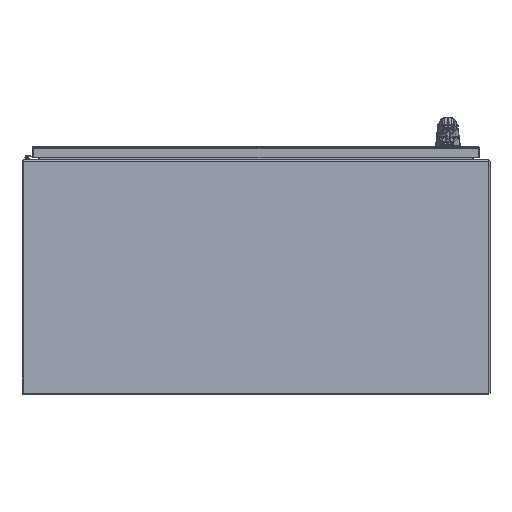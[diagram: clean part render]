
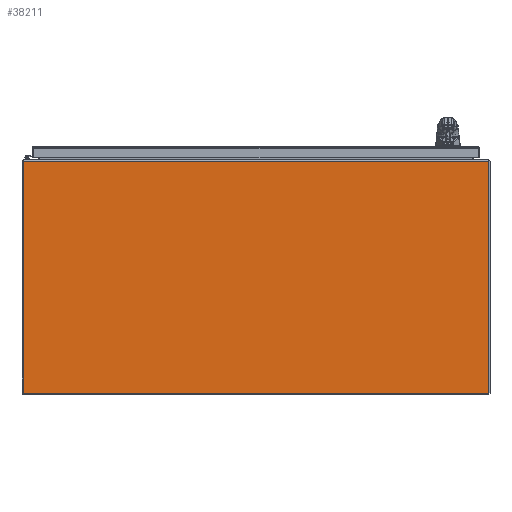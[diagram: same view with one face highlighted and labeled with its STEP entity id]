
A CAD part, front view. The second image highlights one B-rep face of the part: STEP entity #38211.
In plain terms, the highlighted face is planar.
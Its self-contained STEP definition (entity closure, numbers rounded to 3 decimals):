
#1674=PLANE($,#40675);
#2681=FACE_OUTER_BOUND($,#5032,.T.);
#5032=EDGE_LOOP($,(#25530,#25531,#25532,#25533));
#9821=LINE($,#57196,#12909);
#9827=LINE($,#57214,#12915);
#9830=LINE($,#57220,#12918);
#9831=LINE($,#57221,#12919);
#12909=VECTOR($,#45411,35.938);
#12915=VECTOR($,#45435,17.906);
#12918=VECTOR($,#45440,17.906);
#12919=VECTOR($,#45441,35.938);
#15923=VERTEX_POINT($,#57193);
#15924=VERTEX_POINT($,#57195);
#15927=VERTEX_POINT($,#57213);
#15929=VERTEX_POINT($,#57219);
#19575=EDGE_CURVE($,#15924,#15923,#9821,.T.);
#19584=EDGE_CURVE($,#15924,#15927,#9827,.T.);
#19587=EDGE_CURVE($,#15929,#15923,#9830,.T.);
#19588=EDGE_CURVE($,#15927,#15929,#9831,.T.);
#25530=ORIENTED_EDGE($,*,*,#19575,.T.);
#25531=ORIENTED_EDGE($,*,*,#19587,.F.);
#25532=ORIENTED_EDGE($,*,*,#19588,.F.);
#25533=ORIENTED_EDGE($,*,*,#19584,.F.);
#38211=ADVANCED_FACE($,(#2681),#1674,.T.);
#40675=AXIS2_PLACEMENT_3D($,#57218,#45438,#45439);
#45411=DIRECTION($,(1.,0.,0.));
#45435=DIRECTION($,(0.,1.,0.));
#45438=DIRECTION('center_axis',(0.,0.,1.));
#45439=DIRECTION('ref_axis',(1.,0.,0.));
#45440=DIRECTION($,(0.,-1.,0.));
#45441=DIRECTION($,(1.,0.,0.));
#57193=CARTESIAN_POINT('',(17.969,-8.891,0.094));
#57195=CARTESIAN_POINT('',(-17.969,-8.891,0.094));
#57196=CARTESIAN_POINT($,(-8.984,-8.891,0.094));
#57213=CARTESIAN_POINT('',(-17.969,9.016,0.094));
#57214=CARTESIAN_POINT($,(-17.969,-9.016,0.094));
#57218=CARTESIAN_POINT('Origin',(0.,0.,
0.094));
#57219=CARTESIAN_POINT('',(17.969,9.016,0.094));
#57220=CARTESIAN_POINT($,(17.969,9.016,0.094));
#57221=CARTESIAN_POINT($,(-17.969,9.016,0.094));
